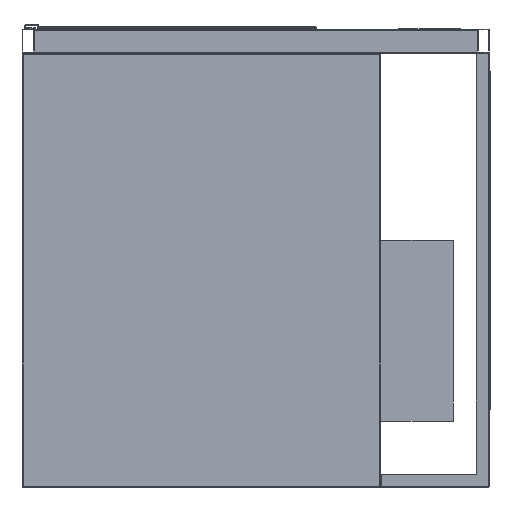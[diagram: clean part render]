
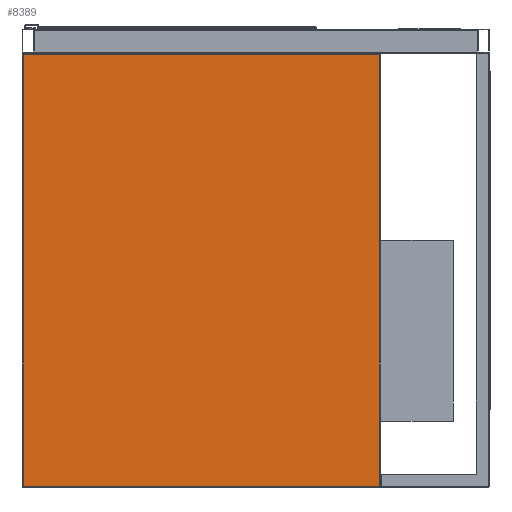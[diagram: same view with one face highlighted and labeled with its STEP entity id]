
A CAD part, front view. The second image highlights one B-rep face of the part: STEP entity #8389.
In plain terms, the highlighted planar face has unit normal (0, -1, 0).
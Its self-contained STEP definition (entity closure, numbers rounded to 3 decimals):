
#422 = LINE ( 'NONE', #9649, #2725 ) ;
#859 = ORIENTED_EDGE ( 'NONE', *, *, #1103, .T. ) ;
#1098 = EDGE_CURVE ( 'NONE', #6195, #8082, #4451, .T. ) ;
#1103 = EDGE_CURVE ( 'NONE', #3373, #6195, #8002, .T. ) ;
#1268 = EDGE_CURVE ( 'NONE', #12797, #3373, #422, .T. ) ;
#1926 = DIRECTION ( 'NONE',  ( 0., -1., 0. ) ) ;
#2653 = DIRECTION ( 'NONE',  ( 1., 0., 0. ) ) ;
#2725 = VECTOR ( 'NONE', #2653, 1000. ) ;
#2928 = CARTESIAN_POINT ( 'NONE',  ( -295.5, -280., -758. ) ) ;
#3373 = VERTEX_POINT ( 'NONE', #3538 ) ;
#3538 = CARTESIAN_POINT ( 'NONE',  ( 295.5, -280., -758. ) ) ;
#4434 = EDGE_LOOP ( 'NONE', ( #6364, #4767, #8719, #859 ) ) ;
#4451 = LINE ( 'NONE', #13830, #10607 ) ;
#4767 = ORIENTED_EDGE ( 'NONE', *, *, #14497, .T. ) ;
#5456 = VECTOR ( 'NONE', #12681, 1000. ) ;
#5550 = DIRECTION ( 'NONE',  ( 0., 0., -1. ) ) ;
#5702 = VECTOR ( 'NONE', #5550, 1000. ) ;
#6195 = VERTEX_POINT ( 'NONE', #6314 ) ;
#6314 = CARTESIAN_POINT ( 'NONE',  ( 295.5, -280., -42. ) ) ;
#6364 = ORIENTED_EDGE ( 'NONE', *, *, #1098, .T. ) ;
#7356 = CARTESIAN_POINT ( 'NONE',  ( -297.5, -280., -760. ) ) ;
#8002 = LINE ( 'NONE', #14121, #5456 ) ;
#8082 = VERTEX_POINT ( 'NONE', #9263 ) ;
#8389 = ADVANCED_FACE ( 'Fl�che8', ( #10890 ), #12453, .T. ) ;
#8719 = ORIENTED_EDGE ( 'NONE', *, *, #1268, .T. ) ;
#9210 = LINE ( 'NONE', #13900, #5702 ) ;
#9263 = CARTESIAN_POINT ( 'NONE',  ( -295.5, -280., -42. ) ) ;
#9649 = CARTESIAN_POINT ( 'NONE',  ( -297.5, -280., -758. ) ) ;
#10010 = DIRECTION ( 'NONE',  ( 0., 0., -1. ) ) ;
#10607 = VECTOR ( 'NONE', #10676, 1000. ) ;
#10676 = DIRECTION ( 'NONE',  ( -1., 0., 0. ) ) ;
#10890 = FACE_OUTER_BOUND ( 'NONE', #4434, .T. ) ;
#11486 = AXIS2_PLACEMENT_3D ( 'NONE', #7356, #1926, #10010 ) ;
#12453 = PLANE ( 'NONE',  #11486 ) ;
#12681 = DIRECTION ( 'NONE',  ( 0., 0., 1. ) ) ;
#12797 = VERTEX_POINT ( 'NONE', #2928 ) ;
#13830 = CARTESIAN_POINT ( 'NONE',  ( -297.5, -280., -42. ) ) ;
#13900 = CARTESIAN_POINT ( 'NONE',  ( -295.5, -280., -760. ) ) ;
#14121 = CARTESIAN_POINT ( 'NONE',  ( 295.5, -280., -760. ) ) ;
#14497 = EDGE_CURVE ( 'NONE', #8082, #12797, #9210, .T. ) ;
